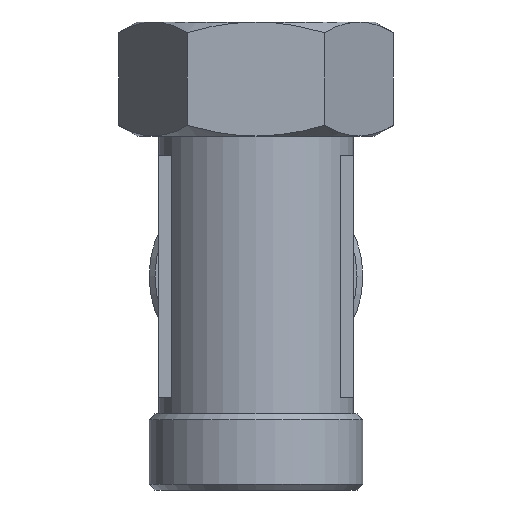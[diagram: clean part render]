
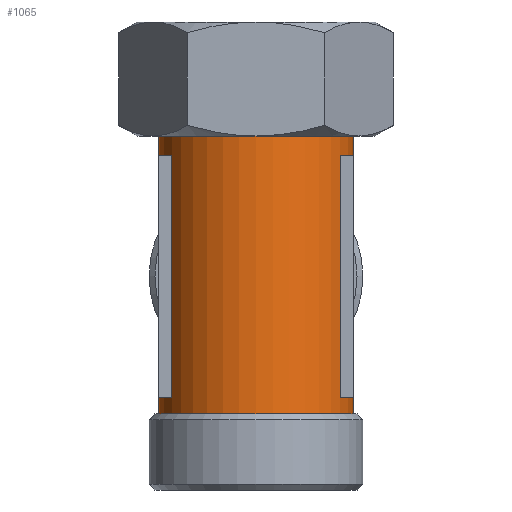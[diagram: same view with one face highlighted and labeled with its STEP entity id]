
A CAD part, left-side view. The second image highlights one B-rep face of the part: STEP entity #1065.
In plain terms, the highlighted cylindrical face has radius 20.5 mm (diameter 41 mm), a full revolution.
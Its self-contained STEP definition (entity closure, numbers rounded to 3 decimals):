
#60=LINE('',#1743,#118);
#61=LINE('',#1757,#119);
#62=LINE('',#1763,#120);
#63=LINE('',#1769,#121);
#64=LINE('',#1783,#122);
#65=LINE('',#1789,#123);
#118=VECTOR('',#1333,1000.);
#119=VECTOR('',#1336,1000.);
#120=VECTOR('',#1341,1000.);
#121=VECTOR('',#1346,1000.);
#122=VECTOR('',#1349,1000.);
#123=VECTOR('',#1354,1000.);
#178=ELLIPSE('',#1170,28.991,20.5);
#179=ELLIPSE('',#1175,28.991,20.5);
#181=CYLINDRICAL_SURFACE('',#1166,20.5);
#205=CIRCLE('',#1167,20.5);
#206=CIRCLE('',#1168,20.5);
#207=CIRCLE('',#1169,20.5);
#208=CIRCLE('',#1171,20.5);
#209=CIRCLE('',#1172,20.5);
#210=CIRCLE('',#1173,20.5);
#211=CIRCLE('',#1174,20.5);
#212=CIRCLE('',#1176,20.5);
#213=CIRCLE('',#1177,20.5);
#214=CIRCLE('',#1178,20.5);
#281=ORIENTED_EDGE('',*,*,#577,.T.);
#282=ORIENTED_EDGE('',*,*,#578,.T.);
#283=ORIENTED_EDGE('',*,*,#579,.T.);
#284=ORIENTED_EDGE('',*,*,#580,.T.);
#285=ORIENTED_EDGE('',*,*,#581,.F.);
#286=ORIENTED_EDGE('',*,*,#582,.F.);
#287=ORIENTED_EDGE('',*,*,#583,.F.);
#288=ORIENTED_EDGE('',*,*,#584,.T.);
#289=ORIENTED_EDGE('',*,*,#585,.T.);
#290=ORIENTED_EDGE('',*,*,#586,.T.);
#291=ORIENTED_EDGE('',*,*,#587,.T.);
#292=ORIENTED_EDGE('',*,*,#588,.T.);
#293=ORIENTED_EDGE('',*,*,#589,.T.);
#294=ORIENTED_EDGE('',*,*,#590,.T.);
#295=ORIENTED_EDGE('',*,*,#591,.F.);
#296=ORIENTED_EDGE('',*,*,#592,.F.);
#297=ORIENTED_EDGE('',*,*,#593,.F.);
#298=ORIENTED_EDGE('',*,*,#594,.T.);
#299=ORIENTED_EDGE('',*,*,#595,.T.);
#300=ORIENTED_EDGE('',*,*,#596,.T.);
#301=ORIENTED_EDGE('',*,*,#597,.T.);
#302=ORIENTED_EDGE('',*,*,#598,.F.);
#577=EDGE_CURVE('',#717,#717,#205,.T.);
#578=EDGE_CURVE('',#718,#719,#206,.F.);
#579=EDGE_CURVE('',#719,#720,#207,.F.);
#580=EDGE_CURVE('',#720,#721,#60,.F.);
#581=EDGE_CURVE('',#722,#721,#813,.T.);
#582=EDGE_CURVE('',#723,#722,#178,.F.);
#583=EDGE_CURVE('',#724,#723,#814,.T.);
#584=EDGE_CURVE('',#724,#725,#61,.T.);
#585=EDGE_CURVE('',#725,#726,#208,.F.);
#586=EDGE_CURVE('',#726,#727,#209,.F.);
#587=EDGE_CURVE('',#727,#728,#62,.F.);
#588=EDGE_CURVE('',#728,#729,#210,.F.);
#589=EDGE_CURVE('',#729,#730,#211,.F.);
#590=EDGE_CURVE('',#730,#731,#63,.T.);
#591=EDGE_CURVE('',#732,#731,#815,.T.);
#592=EDGE_CURVE('',#733,#732,#179,.T.);
#593=EDGE_CURVE('',#734,#733,#816,.T.);
#594=EDGE_CURVE('',#734,#735,#64,.F.);
#595=EDGE_CURVE('',#735,#736,#212,.F.);
#596=EDGE_CURVE('',#736,#737,#213,.F.);
#597=EDGE_CURVE('',#737,#718,#65,.T.);
#598=EDGE_CURVE('',#738,#738,#214,.T.);
#717=VERTEX_POINT('',#1737);
#718=VERTEX_POINT('',#1739);
#719=VERTEX_POINT('',#1740);
#720=VERTEX_POINT('',#1742);
#721=VERTEX_POINT('',#1744);
#722=VERTEX_POINT('',#1749);
#723=VERTEX_POINT('',#1751);
#724=VERTEX_POINT('',#1756);
#725=VERTEX_POINT('',#1758);
#726=VERTEX_POINT('',#1760);
#727=VERTEX_POINT('',#1762);
#728=VERTEX_POINT('',#1764);
#729=VERTEX_POINT('',#1766);
#730=VERTEX_POINT('',#1768);
#731=VERTEX_POINT('',#1770);
#732=VERTEX_POINT('',#1775);
#733=VERTEX_POINT('',#1777);
#734=VERTEX_POINT('',#1782);
#735=VERTEX_POINT('',#1784);
#736=VERTEX_POINT('',#1786);
#737=VERTEX_POINT('',#1788);
#738=VERTEX_POINT('',#1791);
#813=B_SPLINE_CURVE_WITH_KNOTS('',3,(#1745,#1746,#1747,#1748),
 .UNSPECIFIED.,.F.,.F.,(4,4),(0.002,0.003),
 .UNSPECIFIED.);
#814=B_SPLINE_CURVE_WITH_KNOTS('',3,(#1752,#1753,#1754,#1755),
 .UNSPECIFIED.,.F.,.F.,(4,4),(0.,0.002),.UNSPECIFIED.);
#815=B_SPLINE_CURVE_WITH_KNOTS('',3,(#1771,#1772,#1773,#1774),
 .UNSPECIFIED.,.F.,.F.,(4,4),(0.002,0.003),
 .UNSPECIFIED.);
#816=B_SPLINE_CURVE_WITH_KNOTS('',3,(#1778,#1779,#1780,#1781),
 .UNSPECIFIED.,.F.,.F.,(4,4),(0.,0.002),.UNSPECIFIED.);
#838=EDGE_LOOP('',(#281));
#839=EDGE_LOOP('',(#282,#283,#284,#285,#286,#287,#288,#289,#290,#291,#292,
#293,#294,#295,#296,#297,#298,#299,#300,#301));
#840=EDGE_LOOP('',(#302));
#942=FACE_BOUND('',#838,.T.);
#943=FACE_BOUND('',#839,.T.);
#944=FACE_BOUND('',#840,.T.);
#1065=ADVANCED_FACE('',(#942,#943,#944),#181,.T.);
#1166=AXIS2_PLACEMENT_3D('',#1735,#1325,#1326);
#1167=AXIS2_PLACEMENT_3D('',#1736,#1327,#1328);
#1168=AXIS2_PLACEMENT_3D('',#1738,#1329,#1330);
#1169=AXIS2_PLACEMENT_3D('',#1741,#1331,#1332);
#1170=AXIS2_PLACEMENT_3D('',#1750,#1334,#1335);
#1171=AXIS2_PLACEMENT_3D('',#1759,#1337,#1338);
#1172=AXIS2_PLACEMENT_3D('',#1761,#1339,#1340);
#1173=AXIS2_PLACEMENT_3D('',#1765,#1342,#1343);
#1174=AXIS2_PLACEMENT_3D('',#1767,#1344,#1345);
#1175=AXIS2_PLACEMENT_3D('',#1776,#1347,#1348);
#1176=AXIS2_PLACEMENT_3D('',#1785,#1350,#1351);
#1177=AXIS2_PLACEMENT_3D('',#1787,#1352,#1353);
#1178=AXIS2_PLACEMENT_3D('',#1790,#1355,#1356);
#1325=DIRECTION('',(0.,0.,-1.));
#1326=DIRECTION('',(-1.,0.,0.));
#1327=DIRECTION('',(0.,0.,-1.));
#1328=DIRECTION('',(-1.,0.,0.));
#1329=DIRECTION('',(0.,0.,1.));
#1330=DIRECTION('',(1.,0.,0.));
#1331=DIRECTION('',(0.,0.,1.));
#1332=DIRECTION('',(1.,0.,0.));
#1333=DIRECTION('',(0.,0.,-1.));
#1334=DIRECTION('',(-0.707,0.,-0.707));
#1335=DIRECTION('',(0.707,0.,-0.707));
#1336=DIRECTION('',(0.,0.,-1.));
#1337=DIRECTION('',(0.,0.,1.));
#1338=DIRECTION('',(1.,0.,0.));
#1339=DIRECTION('',(0.,0.,1.));
#1340=DIRECTION('',(1.,0.,0.));
#1341=DIRECTION('',(0.,0.,-1.));
#1342=DIRECTION('',(0.,0.,-1.));
#1343=DIRECTION('',(-1.,0.,0.));
#1344=DIRECTION('',(0.,0.,-1.));
#1345=DIRECTION('',(-1.,0.,0.));
#1346=DIRECTION('',(0.,0.,-1.));
#1347=DIRECTION('',(0.707,0.,-0.707));
#1348=DIRECTION('',(-0.707,0.,-0.707));
#1349=DIRECTION('',(0.,0.,-1.));
#1350=DIRECTION('',(0.,0.,-1.));
#1351=DIRECTION('',(-1.,0.,0.));
#1352=DIRECTION('',(0.,0.,-1.));
#1353=DIRECTION('',(-1.,0.,0.));
#1354=DIRECTION('',(0.,0.,-1.));
#1355=DIRECTION('',(0.,0.,-1.));
#1356=DIRECTION('',(-1.,0.,0.));
#1735=CARTESIAN_POINT('',(0.,0.,-51.));
#1736=CARTESIAN_POINT('',(0.,0.,-21.5));
#1737=CARTESIAN_POINT('',(-20.5,0.,-21.5));
#1738=CARTESIAN_POINT('',(0.,0.,-76.5));
#1739=CARTESIAN_POINT('',(-10.25,17.754,-76.5));
#1740=CARTESIAN_POINT('',(0.,20.5,-76.5));
#1741=CARTESIAN_POINT('',(0.,0.,-76.5));
#1742=CARTESIAN_POINT('',(10.25,17.754,-76.5));
#1743=CARTESIAN_POINT('',(10.25,17.754,-51.));
#1744=CARTESIAN_POINT('',(10.25,17.754,-63.25));
#1745=CARTESIAN_POINT('',(10.836,17.402,-61.836));
#1746=CARTESIAN_POINT('',(10.484,17.621,-62.188));
#1747=CARTESIAN_POINT('',(10.25,17.754,-62.703));
#1748=CARTESIAN_POINT('',(10.25,17.754,-63.25));
#1749=CARTESIAN_POINT('',(10.836,17.402,-61.836));
#1750=CARTESIAN_POINT('',(0.,0.,-51.));
#1751=CARTESIAN_POINT('',(10.836,-17.402,-61.836));
#1752=CARTESIAN_POINT('',(10.25,-17.754,-63.25));
#1753=CARTESIAN_POINT('',(10.25,-17.754,-62.704));
#1754=CARTESIAN_POINT('',(10.487,-17.62,-62.185));
#1755=CARTESIAN_POINT('',(10.836,-17.402,-61.836));
#1756=CARTESIAN_POINT('',(10.25,-17.754,-63.25));
#1757=CARTESIAN_POINT('',(10.25,-17.754,-51.));
#1758=CARTESIAN_POINT('',(10.25,-17.754,-76.5));
#1759=CARTESIAN_POINT('',(0.,0.,-76.5));
#1760=CARTESIAN_POINT('',(0.,-20.5,-76.5));
#1761=CARTESIAN_POINT('',(0.,0.,-76.5));
#1762=CARTESIAN_POINT('',(-10.25,-17.754,-76.5));
#1763=CARTESIAN_POINT('',(-10.25,-17.754,-51.));
#1764=CARTESIAN_POINT('',(-10.25,-17.754,-25.5));
#1765=CARTESIAN_POINT('',(0.,0.,-25.5));
#1766=CARTESIAN_POINT('',(0.,-20.5,-25.5));
#1767=CARTESIAN_POINT('',(0.,0.,-25.5));
#1768=CARTESIAN_POINT('',(10.25,-17.754,-25.5));
#1769=CARTESIAN_POINT('',(10.25,-17.754,-51.));
#1770=CARTESIAN_POINT('',(10.25,-17.754,-38.75));
#1771=CARTESIAN_POINT('',(10.836,-17.402,-40.164));
#1772=CARTESIAN_POINT('',(10.484,-17.621,-39.812));
#1773=CARTESIAN_POINT('',(10.25,-17.754,-39.297));
#1774=CARTESIAN_POINT('',(10.25,-17.754,-38.75));
#1775=CARTESIAN_POINT('',(10.836,-17.402,-40.164));
#1776=CARTESIAN_POINT('',(0.,0.,-51.));
#1777=CARTESIAN_POINT('',(10.836,17.402,-40.164));
#1778=CARTESIAN_POINT('',(10.25,17.754,-38.75));
#1779=CARTESIAN_POINT('',(10.25,17.754,-39.296));
#1780=CARTESIAN_POINT('',(10.487,17.62,-39.815));
#1781=CARTESIAN_POINT('',(10.836,17.402,-40.164));
#1782=CARTESIAN_POINT('',(10.25,17.754,-38.75));
#1783=CARTESIAN_POINT('',(10.25,17.754,-51.));
#1784=CARTESIAN_POINT('',(10.25,17.754,-25.5));
#1785=CARTESIAN_POINT('',(0.,0.,-25.5));
#1786=CARTESIAN_POINT('',(0.,20.5,-25.5));
#1787=CARTESIAN_POINT('',(0.,0.,-25.5));
#1788=CARTESIAN_POINT('',(-10.25,17.754,-25.5));
#1789=CARTESIAN_POINT('',(-10.25,17.754,-51.));
#1790=CARTESIAN_POINT('',(0.,0.,-80.));
#1791=CARTESIAN_POINT('',(-20.5,0.,-80.));
